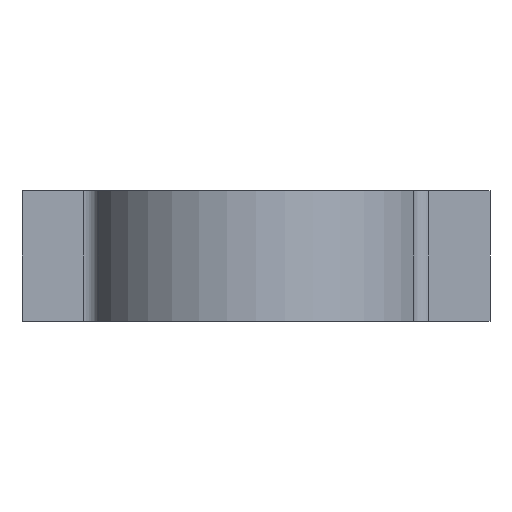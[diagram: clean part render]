
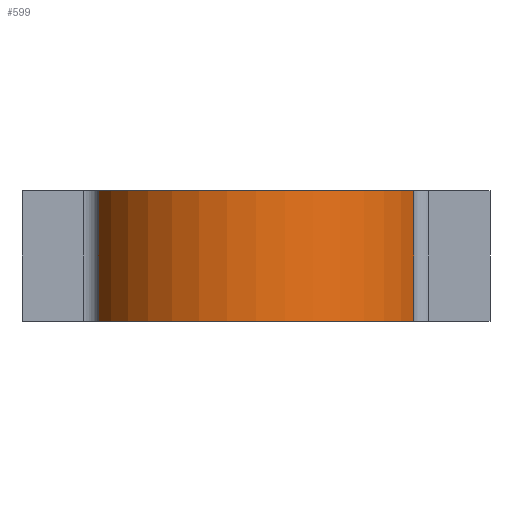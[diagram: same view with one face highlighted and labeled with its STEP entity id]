
A CAD part, front view. The second image highlights one B-rep face of the part: STEP entity #599.
In plain terms, the highlighted cylindrical face has radius 11 mm (diameter 22 mm), a partial arc.
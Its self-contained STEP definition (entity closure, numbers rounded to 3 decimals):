
#21 = EDGE_CURVE ( 'NONE', #70, #879, #196, .T. ) ;
#26 = CIRCLE ( 'NONE', #389, 11. ) ;
#64 = CARTESIAN_POINT ( 'NONE',  ( 0., -0.75, 8.5 ) ) ;
#70 = VERTEX_POINT ( 'NONE', #467 ) ;
#79 = DIRECTION ( 'NONE',  ( 0., 0., 1. ) ) ;
#88 = ORIENTED_EDGE ( 'NONE', *, *, #103, .F. ) ;
#103 = EDGE_CURVE ( 'NONE', #275, #879, #26, .T. ) ;
#125 = DIRECTION ( 'NONE',  ( 0., 0., -1. ) ) ;
#136 = FACE_OUTER_BOUND ( 'NONE', #298, .T. ) ;
#149 = CARTESIAN_POINT ( 'NONE',  ( 10.287, -4.646, 8.5 ) ) ;
#192 = ORIENTED_EDGE ( 'NONE', *, *, #473, .F. ) ;
#196 = LINE ( 'NONE', #891, #661 ) ;
#200 = CARTESIAN_POINT ( 'NONE',  ( 0., -0.75, 8.5 ) ) ;
#242 = ORIENTED_EDGE ( 'NONE', *, *, #446, .F. ) ;
#275 = VERTEX_POINT ( 'NONE', #662 ) ;
#293 = CARTESIAN_POINT ( 'NONE',  ( 10.287, -4.646, 8.5 ) ) ;
#298 = EDGE_LOOP ( 'NONE', ( #88, #192, #242, #302 ) ) ;
#302 = ORIENTED_EDGE ( 'NONE', *, *, #21, .T. ) ;
#328 = CARTESIAN_POINT ( 'NONE',  ( 0., -0.75, 0. ) ) ;
#358 = DIRECTION ( 'NONE',  ( 0., 0., -1. ) ) ;
#389 = AXIS2_PLACEMENT_3D ( 'NONE', #328, #897, #831 ) ;
#446 = EDGE_CURVE ( 'NONE', #70, #761, #756, .T. ) ;
#467 = CARTESIAN_POINT ( 'NONE',  ( -10.287, -4.646, 8.5 ) ) ;
#473 = EDGE_CURVE ( 'NONE', #761, #275, #565, .T. ) ;
#551 = DIRECTION ( 'NONE',  ( 1., 0., 0. ) ) ;
#565 = LINE ( 'NONE', #149, #880 ) ;
#570 = DIRECTION ( 'NONE',  ( -1., 0., 0. ) ) ;
#592 = AXIS2_PLACEMENT_3D ( 'NONE', #200, #79, #551 ) ;
#599 = ADVANCED_FACE ( 'NONE', ( #136 ), #702, .T. ) ;
#629 = DIRECTION ( 'NONE',  ( 0., 0., -1. ) ) ;
#661 = VECTOR ( 'NONE', #125, 1000. ) ;
#662 = CARTESIAN_POINT ( 'NONE',  ( 10.287, -4.646, 0. ) ) ;
#702 = CYLINDRICAL_SURFACE ( 'NONE', #847, 11. ) ;
#756 = CIRCLE ( 'NONE', #592, 11. ) ;
#761 = VERTEX_POINT ( 'NONE', #293 ) ;
#831 = DIRECTION ( 'NONE',  ( -1., 0., 0. ) ) ;
#847 = AXIS2_PLACEMENT_3D ( 'NONE', #64, #629, #570 ) ;
#879 = VERTEX_POINT ( 'NONE', #890 ) ;
#880 = VECTOR ( 'NONE', #358, 1000. ) ;
#890 = CARTESIAN_POINT ( 'NONE',  ( -10.287, -4.646, 0. ) ) ;
#891 = CARTESIAN_POINT ( 'NONE',  ( -10.287, -4.646, 8.5 ) ) ;
#897 = DIRECTION ( 'NONE',  ( 0., 0., -1. ) ) ;
